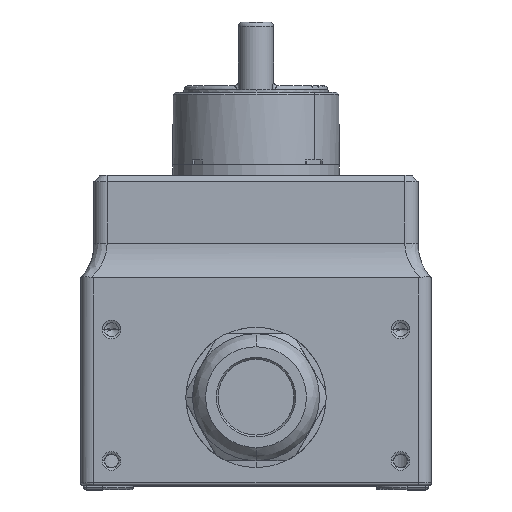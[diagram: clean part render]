
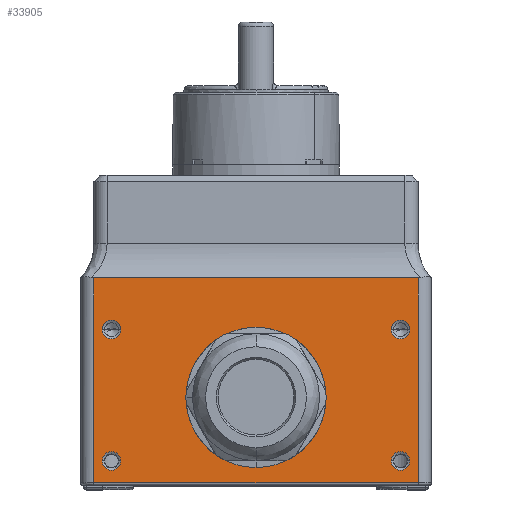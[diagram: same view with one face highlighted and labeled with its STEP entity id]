
A CAD part, top view. The second image highlights one B-rep face of the part: STEP entity #33905.
In plain terms, the highlighted planar face has unit normal (0, 0, 1).
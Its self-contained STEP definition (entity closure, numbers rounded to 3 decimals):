
#1122 = CARTESIAN_POINT ( 'NONE',  ( 37., 0.5, 46.5 ) ) ;
#1436 = CARTESIAN_POINT ( 'NONE',  ( -37., 0.5, 46.5 ) ) ;
#2248 = DIRECTION ( 'NONE',  ( 0., -1., 0. ) ) ;
#2527 = DIRECTION ( 'NONE',  ( 0., -1., 0. ) ) ;
#2860 = DIRECTION ( 'NONE',  ( 1., 0., 0. ) ) ;
#2873 = AXIS2_PLACEMENT_3D ( 'NONE', #49989, #59361, #36189 ) ;
#3595 = ORIENTED_EDGE ( 'NONE', *, *, #57227, .F. ) ;
#3699 = DIRECTION ( 'NONE',  ( -1., 0., 0. ) ) ;
#4114 = DIRECTION ( 'NONE',  ( 0., 0., 1. ) ) ;
#4315 = CARTESIAN_POINT ( 'NONE',  ( 33., 35.5, 46.5 ) ) ;
#4684 = DIRECTION ( 'NONE',  ( 1., 0., 0. ) ) ;
#4837 = LINE ( 'NONE', #55751, #16994 ) ;
#4988 = CARTESIAN_POINT ( 'NONE',  ( 30.9, 5.5, 46.5 ) ) ;
#6295 = FACE_BOUND ( 'NONE', #10844, .T. ) ;
#6831 = DIRECTION ( 'NONE',  ( 0., 0., 1. ) ) ;
#7290 = CARTESIAN_POINT ( 'NONE',  ( 35.1, 5.5, 46.5 ) ) ;
#7382 = VECTOR ( 'NONE', #2527, 1000. ) ;
#7406 = DIRECTION ( 'NONE',  ( 0., 1., 0. ) ) ;
#7889 = DIRECTION ( 'NONE',  ( 0., 0., 1. ) ) ;
#8119 = VERTEX_POINT ( 'NONE', #27195 ) ;
#8147 = CIRCLE ( 'NONE', #56308, 2.1 ) ;
#10844 = EDGE_LOOP ( 'NONE', ( #56227, #11626 ) ) ;
#11626 = ORIENTED_EDGE ( 'NONE', *, *, #27200, .F. ) ;
#12447 = EDGE_CURVE ( 'NONE', #40395, #30270, #55856, .T. ) ;
#12694 = DIRECTION ( 'NONE',  ( 0., 0., -1. ) ) ;
#13128 = CIRCLE ( 'NONE', #15809, 2.1 ) ;
#13586 = VECTOR ( 'NONE', #18880, 1000. ) ;
#13870 = VERTEX_POINT ( 'NONE', #37307 ) ;
#14359 = DIRECTION ( 'NONE',  ( 0., 0., 1. ) ) ;
#14772 = CIRCLE ( 'NONE', #53159, 2.1 ) ;
#14968 = AXIS2_PLACEMENT_3D ( 'NONE', #23589, #14359, #37189 ) ;
#15569 = LINE ( 'NONE', #44087, #45010 ) ;
#15809 = AXIS2_PLACEMENT_3D ( 'NONE', #30555, #7889, #16939 ) ;
#16036 = EDGE_CURVE ( 'NONE', #45373, #53383, #4837, .T. ) ;
#16939 = DIRECTION ( 'NONE',  ( -1., 0., 0. ) ) ;
#16994 = VECTOR ( 'NONE', #51749, 1000. ) ;
#17162 = EDGE_CURVE ( 'NONE', #42595, #38281, #27402, .T. ) ;
#17742 = AXIS2_PLACEMENT_3D ( 'NONE', #34201, #29752, #52599 ) ;
#17843 = CARTESIAN_POINT ( 'NONE',  ( -33., 35.5, 46.5 ) ) ;
#18057 = EDGE_LOOP ( 'NONE', ( #39028, #39178 ) ) ;
#18880 = DIRECTION ( 'NONE',  ( 1., 0., 0. ) ) ;
#20621 = EDGE_LOOP ( 'NONE', ( #21859, #33834, #46497, #26043 ) ) ;
#21293 = EDGE_CURVE ( 'NONE', #44308, #8119, #39795, .T. ) ;
#21464 = CIRCLE ( 'NONE', #38782, 2.1 ) ;
#21491 = CARTESIAN_POINT ( 'NONE',  ( -37., 40.3, 46.5 ) ) ;
#21585 = ORIENTED_EDGE ( 'NONE', *, *, #17162, .F. ) ;
#21589 = EDGE_CURVE ( 'NONE', #13870, #24093, #37871, .T. ) ;
#21859 = ORIENTED_EDGE ( 'NONE', *, *, #12447, .T. ) ;
#22008 = FACE_BOUND ( 'NONE', #24503, .T. ) ;
#22147 = AXIS2_PLACEMENT_3D ( 'NONE', #50709, #55092, #4684 ) ;
#23029 = VERTEX_POINT ( 'NONE', #36191 ) ;
#23589 = CARTESIAN_POINT ( 'NONE',  ( 33., 5.5, 46.5 ) ) ;
#24093 = VERTEX_POINT ( 'NONE', #56342 ) ;
#24503 = EDGE_LOOP ( 'NONE', ( #47200, #3595 ) ) ;
#24830 = EDGE_CURVE ( 'NONE', #38281, #42595, #27655, .T. ) ;
#25244 = CARTESIAN_POINT ( 'NONE',  ( 0., 20., 46.5 ) ) ;
#25720 = CARTESIAN_POINT ( 'NONE',  ( -37., 47.3, 46.5 ) ) ;
#26043 = ORIENTED_EDGE ( 'NONE', *, *, #38694, .T. ) ;
#26287 = FACE_OUTER_BOUND ( 'NONE', #20621, .T. ) ;
#26463 = EDGE_CURVE ( 'NONE', #30270, #53383, #15569, .T. ) ;
#26983 = ORIENTED_EDGE ( 'NONE', *, *, #24830, .F. ) ;
#27195 = CARTESIAN_POINT ( 'NONE',  ( 30.9, 35.5, 46.5 ) ) ;
#27200 = EDGE_CURVE ( 'NONE', #23029, #44204, #14772, .T. ) ;
#27402 = CIRCLE ( 'NONE', #14968, 2.1 ) ;
#27655 = CIRCLE ( 'NONE', #2873, 2.1 ) ;
#28288 = EDGE_CURVE ( 'NONE', #31865, #35199, #48377, .T. ) ;
#28581 = AXIS2_PLACEMENT_3D ( 'NONE', #4315, #4114, #45369 ) ;
#29320 = EDGE_CURVE ( 'NONE', #44204, #23029, #8147, .T. ) ;
#29345 = CARTESIAN_POINT ( 'NONE',  ( -30.9, 35.5, 46.5 ) ) ;
#29752 = DIRECTION ( 'NONE',  ( 0., 0., 1. ) ) ;
#30270 = VERTEX_POINT ( 'NONE', #1122 ) ;
#30555 = CARTESIAN_POINT ( 'NONE',  ( 33., 35.5, 46.5 ) ) ;
#31865 = VERTEX_POINT ( 'NONE', #42829 ) ;
#32730 = FACE_BOUND ( 'NONE', #59194, .T. ) ;
#33834 = ORIENTED_EDGE ( 'NONE', *, *, #26463, .T. ) ;
#33905 = ADVANCED_FACE ( 'NONE', ( #53485, #32730, #55617, #22008, #6295, #26287 ), #48729, .F. ) ;
#34201 = CARTESIAN_POINT ( 'NONE',  ( 0., 20., 46.5 ) ) ;
#34585 = DIRECTION ( 'NONE',  ( 0., 0., 1. ) ) ;
#34974 = CARTESIAN_POINT ( 'NONE',  ( -35.1, 5.5, 46.5 ) ) ;
#34999 = ORIENTED_EDGE ( 'NONE', *, *, #44151, .F. ) ;
#35199 = VERTEX_POINT ( 'NONE', #34974 ) ;
#36189 = DIRECTION ( 'NONE',  ( -1., 0., 0. ) ) ;
#36191 = CARTESIAN_POINT ( 'NONE',  ( -35.1, 35.5, 46.5 ) ) ;
#37189 = DIRECTION ( 'NONE',  ( -1., 0., 0. ) ) ;
#37307 = CARTESIAN_POINT ( 'NONE',  ( 0., 34.5, 46.5 ) ) ;
#37871 = CIRCLE ( 'NONE', #38936, 14.5 ) ;
#38281 = VERTEX_POINT ( 'NONE', #4988 ) ;
#38694 = EDGE_CURVE ( 'NONE', #45373, #40395, #38935, .T. ) ;
#38715 = CARTESIAN_POINT ( 'NONE',  ( -40., 0.5, 46.5 ) ) ;
#38782 = AXIS2_PLACEMENT_3D ( 'NONE', #47372, #56977, #56375 ) ;
#38935 = LINE ( 'NONE', #21491, #7382 ) ;
#38936 = AXIS2_PLACEMENT_3D ( 'NONE', #25244, #6831, #2248 ) ;
#39028 = ORIENTED_EDGE ( 'NONE', *, *, #46611, .F. ) ;
#39178 = ORIENTED_EDGE ( 'NONE', *, *, #21589, .F. ) ;
#39367 = CARTESIAN_POINT ( 'NONE',  ( 35.1, 35.5, 46.5 ) ) ;
#39795 = CIRCLE ( 'NONE', #28581, 2.1 ) ;
#40280 = CARTESIAN_POINT ( 'NONE',  ( 37., 47.3, 46.5 ) ) ;
#40395 = VERTEX_POINT ( 'NONE', #1436 ) ;
#41556 = EDGE_LOOP ( 'NONE', ( #48069, #34999 ) ) ;
#42595 = VERTEX_POINT ( 'NONE', #7290 ) ;
#42829 = CARTESIAN_POINT ( 'NONE',  ( -30.9, 5.5, 46.5 ) ) ;
#44087 = CARTESIAN_POINT ( 'NONE',  ( 37., 40.3, 46.5 ) ) ;
#44151 = EDGE_CURVE ( 'NONE', #35199, #31865, #21464, .T. ) ;
#44204 = VERTEX_POINT ( 'NONE', #29345 ) ;
#44308 = VERTEX_POINT ( 'NONE', #39367 ) ;
#45010 = VECTOR ( 'NONE', #7406, 1000. ) ;
#45369 = DIRECTION ( 'NONE',  ( -1., 0., 0. ) ) ;
#45373 = VERTEX_POINT ( 'NONE', #25720 ) ;
#45636 = CIRCLE ( 'NONE', #17742, 14.5 ) ;
#46497 = ORIENTED_EDGE ( 'NONE', *, *, #16036, .F. ) ;
#46611 = EDGE_CURVE ( 'NONE', #24093, #13870, #45636, .T. ) ;
#47200 = ORIENTED_EDGE ( 'NONE', *, *, #21293, .F. ) ;
#47372 = CARTESIAN_POINT ( 'NONE',  ( -33., 5.5, 46.5 ) ) ;
#48069 = ORIENTED_EDGE ( 'NONE', *, *, #28288, .F. ) ;
#48371 = DIRECTION ( 'NONE',  ( 1., 0., 0. ) ) ;
#48377 = CIRCLE ( 'NONE', #22147, 2.1 ) ;
#48729 = PLANE ( 'NONE',  #53761 ) ;
#49137 = CARTESIAN_POINT ( 'NONE',  ( -40., 40.3, 46.5 ) ) ;
#49876 = DIRECTION ( 'NONE',  ( 0., 0., 1. ) ) ;
#49989 = CARTESIAN_POINT ( 'NONE',  ( 33., 5.5, 46.5 ) ) ;
#50709 = CARTESIAN_POINT ( 'NONE',  ( -33., 5.5, 46.5 ) ) ;
#51749 = DIRECTION ( 'NONE',  ( 1., 0., 0. ) ) ;
#52599 = DIRECTION ( 'NONE',  ( 0., -1., 0. ) ) ;
#53159 = AXIS2_PLACEMENT_3D ( 'NONE', #53361, #34585, #48371 ) ;
#53361 = CARTESIAN_POINT ( 'NONE',  ( -33., 35.5, 46.5 ) ) ;
#53383 = VERTEX_POINT ( 'NONE', #40280 ) ;
#53485 = FACE_BOUND ( 'NONE', #18057, .T. ) ;
#53761 = AXIS2_PLACEMENT_3D ( 'NONE', #49137, #12694, #3699 ) ;
#55092 = DIRECTION ( 'NONE',  ( 0., 0., 1. ) ) ;
#55617 = FACE_BOUND ( 'NONE', #41556, .T. ) ;
#55751 = CARTESIAN_POINT ( 'NONE',  ( -40., 47.3, 46.5 ) ) ;
#55856 = LINE ( 'NONE', #38715, #13586 ) ;
#56227 = ORIENTED_EDGE ( 'NONE', *, *, #29320, .F. ) ;
#56308 = AXIS2_PLACEMENT_3D ( 'NONE', #17843, #49876, #2860 ) ;
#56342 = CARTESIAN_POINT ( 'NONE',  ( 0., 5.5, 46.5 ) ) ;
#56375 = DIRECTION ( 'NONE',  ( 1., 0., 0. ) ) ;
#56977 = DIRECTION ( 'NONE',  ( 0., 0., 1. ) ) ;
#57227 = EDGE_CURVE ( 'NONE', #8119, #44308, #13128, .T. ) ;
#59194 = EDGE_LOOP ( 'NONE', ( #21585, #26983 ) ) ;
#59361 = DIRECTION ( 'NONE',  ( 0., 0., 1. ) ) ;
